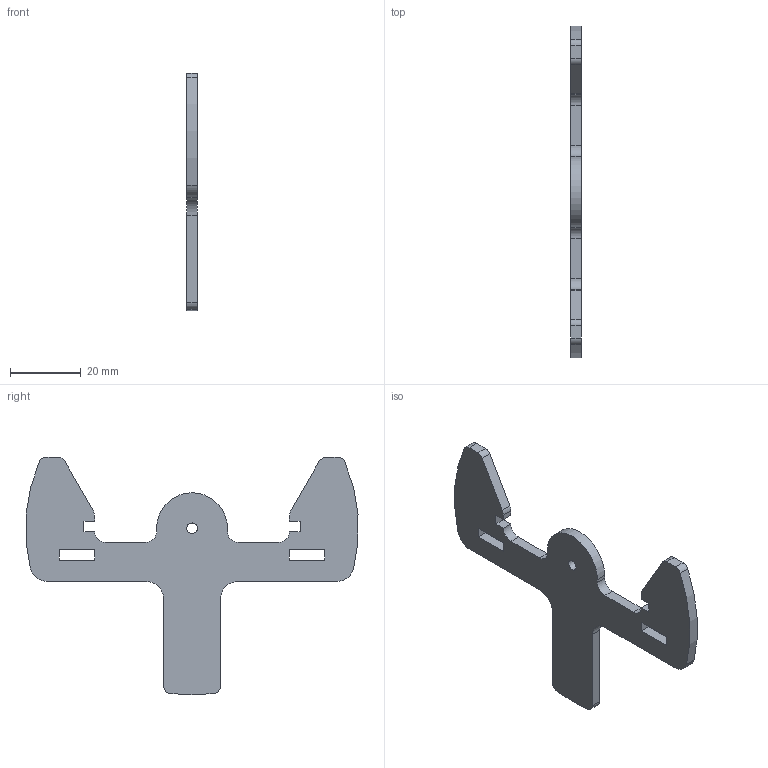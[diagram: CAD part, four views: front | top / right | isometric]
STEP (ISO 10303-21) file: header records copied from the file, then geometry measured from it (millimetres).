
FILE_DESCRIPTION((''),'2;1');
FILE_NAME('Endplate.stp','2013-11-13T21:59:42',(''),(''),'Autodesk Inventor 2013','Autodesk Inventor 2013','');
FILE_SCHEMA(('AUTOMOTIVE_DESIGN { 1 0 10303 214 1 1 1 1 }'));
Length unit declared in the file: millimetre
Products named in the file (1): Endplate
Bounding box: 3 x 93.7 x 66.95 mm (x, y, z)
Volume: 7251 mm3; surface area: 6101.5 mm2
Topology: 1 solids, 1 shells, 51 faces, 147 edges, 98 vertices
Faces by surface type: plane 30, cylinder 21
Full cylindrical faces by diameter (mm): 3 x1
Entity records: 1716 total; most frequent: CARTESIAN_POINT 296, DIRECTION 292, ORIENTED_EDGE 292, EDGE_CURVE 146, VECTOR 104, LINE 104, VERTEX_POINT 98, AXIS2_PLACEMENT_3D 94
